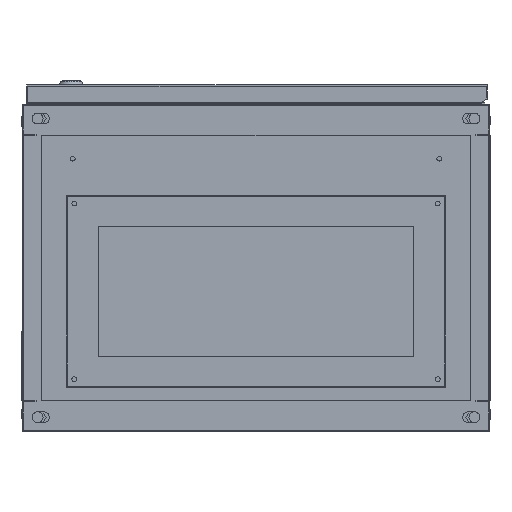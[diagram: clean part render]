
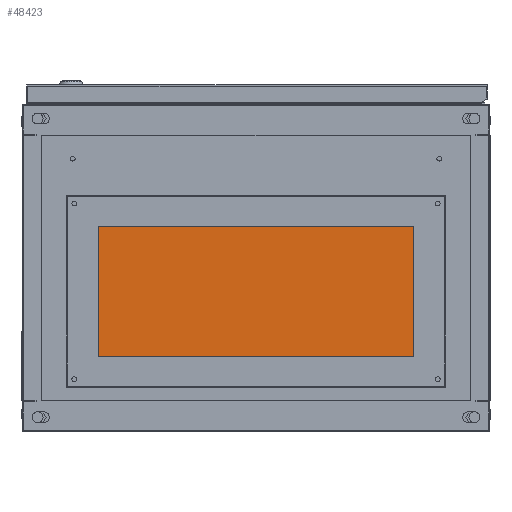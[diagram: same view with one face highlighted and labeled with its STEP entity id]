
A CAD part, front view. The second image highlights one B-rep face of the part: STEP entity #48423.
In plain terms, the highlighted planar face has unit normal (0, -1, 0).
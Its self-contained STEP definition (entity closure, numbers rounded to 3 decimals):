
#37 = CARTESIAN_POINT ( 'NONE',  ( 233., 7., 79.5 ) ) ;
#334 = AXIS2_PLACEMENT_3D ( 'NONE', #1669, #77447, #34925 ) ;
#1669 = CARTESIAN_POINT ( 'NONE',  ( -233., 7., -142.5 ) ) ;
#2584 = CARTESIAN_POINT ( 'NONE',  ( -233., 7., -139.5 ) ) ;
#3968 = DIRECTION ( 'NONE',  ( 0., 0., -1. ) ) ;
#4350 = FACE_BOUND ( 'NONE', #94086, .T. ) ;
#4687 = EDGE_CURVE ( 'NONE', #32873, #99920, #49894, .T. ) ;
#5573 = AXIS2_PLACEMENT_3D ( 'NONE', #47650, #72725, #22532 ) ;
#5846 = DIRECTION ( 'NONE',  ( 1., 0., 0. ) ) ;
#5906 = ORIENTED_EDGE ( 'NONE', *, *, #4687, .T. ) ;
#6332 = EDGE_CURVE ( 'NONE', #7597, #90347, #72857, .T. ) ;
#7597 = VERTEX_POINT ( 'NONE', #42368 ) ;
#9066 = DIRECTION ( 'NONE',  ( 0., 0., 1. ) ) ;
#9188 = EDGE_LOOP ( 'NONE', ( #79342, #79555, #31920, #39385 ) ) ;
#12223 = VERTEX_POINT ( 'NONE', #93360 ) ;
#13085 = CARTESIAN_POINT ( 'NONE',  ( 233., 7., 85.5 ) ) ;
#13864 = AXIS2_PLACEMENT_3D ( 'NONE', #74164, #14177, #97048 ) ;
#13943 = DIRECTION ( 'NONE',  ( 0., 1., 0. ) ) ;
#14105 = DIRECTION ( 'NONE',  ( 0., 1., 0. ) ) ;
#14177 = DIRECTION ( 'NONE',  ( 0., 1., 0. ) ) ;
#14203 = CIRCLE ( 'NONE', #334, 3. ) ;
#15359 = CIRCLE ( 'NONE', #25771, 3. ) ;
#15955 = ORIENTED_EDGE ( 'NONE', *, *, #6332, .T. ) ;
#17120 = DIRECTION ( 'NONE',  ( 0., 0., 1. ) ) ;
#17232 = CARTESIAN_POINT ( 'NONE',  ( -233., 7., -142.5 ) ) ;
#18294 = AXIS2_PLACEMENT_3D ( 'NONE', #17232, #83776, #9066 ) ;
#18816 = DIRECTION ( 'NONE',  ( -1., 0., 0. ) ) ;
#19003 = EDGE_CURVE ( 'NONE', #45859, #12223, #71538, .T. ) ;
#22111 = CARTESIAN_POINT ( 'NONE',  ( -233., 7., 82.5 ) ) ;
#22412 = EDGE_LOOP ( 'NONE', ( #72845, #61006 ) ) ;
#22532 = DIRECTION ( 'NONE',  ( 0., 0., 1. ) ) ;
#24705 = DIRECTION ( 'NONE',  ( 0., 1., 0. ) ) ;
#25771 = AXIS2_PLACEMENT_3D ( 'NONE', #65647, #41093, #106516 ) ;
#26905 = CARTESIAN_POINT ( 'NONE',  ( 233., 7., -142.5 ) ) ;
#26988 = LINE ( 'NONE', #43936, #101294 ) ;
#29008 = CARTESIAN_POINT ( 'NONE',  ( 242., 7., 0. ) ) ;
#31324 = CIRCLE ( 'NONE', #13864, 3. ) ;
#31920 = ORIENTED_EDGE ( 'NONE', *, *, #19003, .F. ) ;
#32031 = EDGE_LOOP ( 'NONE', ( #5906, #83924 ) ) ;
#32873 = VERTEX_POINT ( 'NONE', #57914 ) ;
#34925 = DIRECTION ( 'NONE',  ( 0., 0., 1. ) ) ;
#36932 = DIRECTION ( 'NONE',  ( 0., 0., 1. ) ) ;
#37592 = FACE_OUTER_BOUND ( 'NONE', #9188, .T. ) ;
#39385 = ORIENTED_EDGE ( 'NONE', *, *, #70854, .F. ) ;
#39802 = VERTEX_POINT ( 'NONE', #80443 ) ;
#40987 = DIRECTION ( 'NONE',  ( 0., 0., 1. ) ) ;
#41093 = DIRECTION ( 'NONE',  ( 0., 1., 0. ) ) ;
#41875 = ORIENTED_EDGE ( 'NONE', *, *, #48212, .T. ) ;
#42368 = CARTESIAN_POINT ( 'NONE',  ( 233., 7., -139.5 ) ) ;
#42690 = EDGE_CURVE ( 'NONE', #87249, #78824, #102006, .T. ) ;
#43936 = CARTESIAN_POINT ( 'NONE',  ( 0., 7., -151.5 ) ) ;
#44560 = VERTEX_POINT ( 'NONE', #101268 ) ;
#45859 = VERTEX_POINT ( 'NONE', #59209 ) ;
#46315 = EDGE_CURVE ( 'NONE', #78824, #87249, #15359, .T. ) ;
#47650 = CARTESIAN_POINT ( 'NONE',  ( -233., 7., 82.5 ) ) ;
#47911 = FACE_BOUND ( 'NONE', #104149, .T. ) ;
#48212 = EDGE_CURVE ( 'NONE', #55792, #79288, #14203, .T. ) ;
#48423 = ADVANCED_FACE ( 'NONE', ( #81151, #4350, #37592, #47911, #72457 ), #88823, .F. ) ;
#49694 = LINE ( 'NONE', #65539, #103515 ) ;
#49894 = CIRCLE ( 'NONE', #56827, 3. ) ;
#51467 = DIRECTION ( 'NONE',  ( 0., 1., 0. ) ) ;
#55277 = CARTESIAN_POINT ( 'NONE',  ( 233., 7., 82.5 ) ) ;
#55792 = VERTEX_POINT ( 'NONE', #63495 ) ;
#56013 = CARTESIAN_POINT ( 'NONE',  ( 0., 7., 91.5 ) ) ;
#56827 = AXIS2_PLACEMENT_3D ( 'NONE', #22111, #13943, #36932 ) ;
#57914 = CARTESIAN_POINT ( 'NONE',  ( -233., 7., 79.5 ) ) ;
#59209 = CARTESIAN_POINT ( 'NONE',  ( 242., 7., 91.5 ) ) ;
#61006 = ORIENTED_EDGE ( 'NONE', *, *, #42690, .T. ) ;
#62567 = ORIENTED_EDGE ( 'NONE', *, *, #85151, .T. ) ;
#63495 = CARTESIAN_POINT ( 'NONE',  ( -233., 7., -145.5 ) ) ;
#65539 = CARTESIAN_POINT ( 'NONE',  ( -242., 7., 0. ) ) ;
#65647 = CARTESIAN_POINT ( 'NONE',  ( 233., 7., 82.5 ) ) ;
#69357 = AXIS2_PLACEMENT_3D ( 'NONE', #26905, #51467, #17120 ) ;
#70854 = EDGE_CURVE ( 'NONE', #44560, #45859, #102394, .T. ) ;
#71369 = VECTOR ( 'NONE', #3968, 1000. ) ;
#71538 = LINE ( 'NONE', #29008, #71369 ) ;
#72457 = FACE_BOUND ( 'NONE', #32031, .T. ) ;
#72725 = DIRECTION ( 'NONE',  ( 0., 1., 0. ) ) ;
#72845 = ORIENTED_EDGE ( 'NONE', *, *, #46315, .T. ) ;
#72857 = CIRCLE ( 'NONE', #69357, 3. ) ;
#73253 = CARTESIAN_POINT ( 'NONE',  ( -233., 7., 85.5 ) ) ;
#74031 = CIRCLE ( 'NONE', #18294, 3. ) ;
#74164 = CARTESIAN_POINT ( 'NONE',  ( 233., 7., -142.5 ) ) ;
#77447 = DIRECTION ( 'NONE',  ( 0., 1., 0. ) ) ;
#78824 = VERTEX_POINT ( 'NONE', #37 ) ;
#79288 = VERTEX_POINT ( 'NONE', #2584 ) ;
#79342 = ORIENTED_EDGE ( 'NONE', *, *, #84707, .F. ) ;
#79555 = ORIENTED_EDGE ( 'NONE', *, *, #101516, .F. ) ;
#80443 = CARTESIAN_POINT ( 'NONE',  ( -242., 7., -151.5 ) ) ;
#81151 = FACE_BOUND ( 'NONE', #22412, .T. ) ;
#83776 = DIRECTION ( 'NONE',  ( 0., 1., 0. ) ) ;
#83924 = ORIENTED_EDGE ( 'NONE', *, *, #101730, .T. ) ;
#84707 = EDGE_CURVE ( 'NONE', #39802, #44560, #49694, .T. ) ;
#85151 = EDGE_CURVE ( 'NONE', #79288, #55792, #74031, .T. ) ;
#87249 = VERTEX_POINT ( 'NONE', #13085 ) ;
#88823 = PLANE ( 'NONE',  #92544 ) ;
#90028 = CARTESIAN_POINT ( 'NONE',  ( 233., 7., -145.5 ) ) ;
#90347 = VERTEX_POINT ( 'NONE', #90028 ) ;
#91412 = EDGE_CURVE ( 'NONE', #90347, #7597, #31324, .T. ) ;
#91599 = AXIS2_PLACEMENT_3D ( 'NONE', #55277, #24705, #99943 ) ;
#91685 = VECTOR ( 'NONE', #5846, 1000. ) ;
#92544 = AXIS2_PLACEMENT_3D ( 'NONE', #104623, #14105, #105682 ) ;
#93360 = CARTESIAN_POINT ( 'NONE',  ( 242., 7., -151.5 ) ) ;
#94086 = EDGE_LOOP ( 'NONE', ( #41875, #62567 ) ) ;
#94607 = ORIENTED_EDGE ( 'NONE', *, *, #91412, .T. ) ;
#97048 = DIRECTION ( 'NONE',  ( 0., 0., 1. ) ) ;
#99920 = VERTEX_POINT ( 'NONE', #73253 ) ;
#99943 = DIRECTION ( 'NONE',  ( 0., 0., 1. ) ) ;
#101268 = CARTESIAN_POINT ( 'NONE',  ( -242., 7., 91.5 ) ) ;
#101294 = VECTOR ( 'NONE', #18816, 1000. ) ;
#101516 = EDGE_CURVE ( 'NONE', #12223, #39802, #26988, .T. ) ;
#101730 = EDGE_CURVE ( 'NONE', #99920, #32873, #104868, .T. ) ;
#102006 = CIRCLE ( 'NONE', #91599, 3. ) ;
#102394 = LINE ( 'NONE', #56013, #91685 ) ;
#103515 = VECTOR ( 'NONE', #40987, 1000. ) ;
#104149 = EDGE_LOOP ( 'NONE', ( #94607, #15955 ) ) ;
#104623 = CARTESIAN_POINT ( 'NONE',  ( 0., 7., 0. ) ) ;
#104868 = CIRCLE ( 'NONE', #5573, 3. ) ;
#105682 = DIRECTION ( 'NONE',  ( 0., 0., 1. ) ) ;
#106516 = DIRECTION ( 'NONE',  ( 0., 0., 1. ) ) ;
